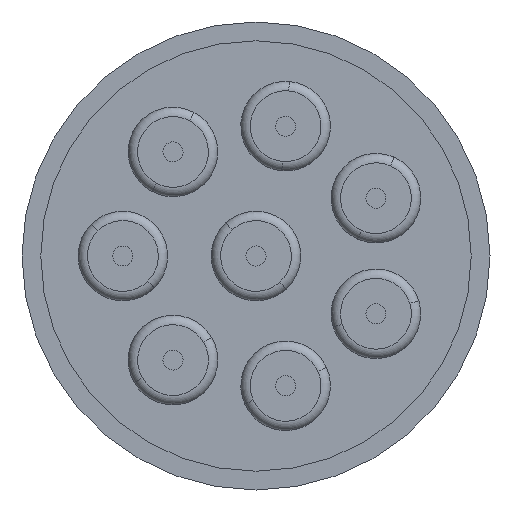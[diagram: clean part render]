
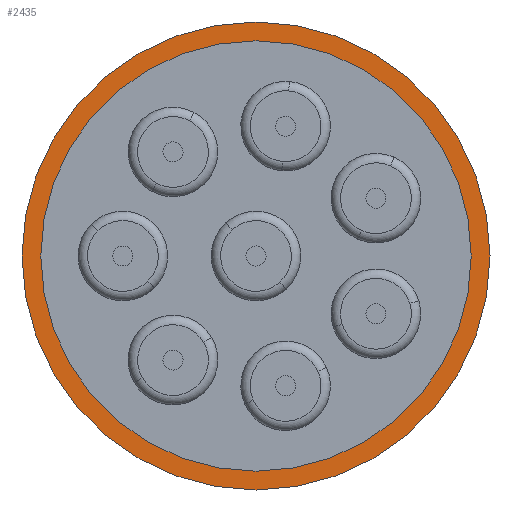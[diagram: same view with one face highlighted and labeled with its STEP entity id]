
A CAD part, front view. The second image highlights one B-rep face of the part: STEP entity #2435.
In plain terms, the highlighted planar face has unit normal (0, -1, 0).
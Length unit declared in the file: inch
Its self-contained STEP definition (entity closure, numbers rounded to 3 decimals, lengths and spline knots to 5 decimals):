
#20 = AXIS2_PLACEMENT_3D ( 'NONE', #796, #833, #793 ) ;
#39 = AXIS2_PLACEMENT_3D ( 'NONE', #729, #728, #727 ) ;
#532 = EDGE_CURVE ( 'NONE', #1653, #1616, #3207, .T. ) ;
#567 = EDGE_CURVE ( 'NONE', #3768, #3772, #3155, .T. ) ;
#727 = DIRECTION ( 'NONE',  ( 0., 0., 1. ) ) ;
#728 = DIRECTION ( 'NONE',  ( 0., 1., 0. ) ) ;
#729 = CARTESIAN_POINT ( 'NONE',  ( 0., 0., 0. ) ) ;
#793 = DIRECTION ( 'NONE',  ( 0., 0., 1. ) ) ;
#796 = CARTESIAN_POINT ( 'NONE',  ( 0., 0., 0. ) ) ;
#833 = DIRECTION ( 'NONE',  ( 0., 1., 0. ) ) ;
#1232 = CARTESIAN_POINT ( 'NONE',  ( 0., 0., 0. ) ) ;
#1233 = DIRECTION ( 'NONE',  ( 0., 1., 0. ) ) ;
#1234 = DIRECTION ( 'NONE',  ( 0., 0., 1. ) ) ;
#1235 = CARTESIAN_POINT ( 'NONE',  ( 0., 0., 0. ) ) ;
#1236 = DIRECTION ( 'NONE',  ( 0., 1., 0. ) ) ;
#1237 = DIRECTION ( 'NONE',  ( 0., 0., 1. ) ) ;
#1335 = AXIS2_PLACEMENT_3D ( 'NONE', #1235, #1236, #1237 ) ;
#1336 = AXIS2_PLACEMENT_3D ( 'NONE', #1232, #1233, #1234 ) ;
#1616 = VERTEX_POINT ( 'NONE', #2406 ) ;
#1653 = VERTEX_POINT ( 'NONE', #2407 ) ;
#2024 = AXIS2_PLACEMENT_3D ( 'NONE', #5265, #5279, #5280 ) ;
#2175 = EDGE_CURVE ( 'NONE', #3772, #3768, #2925, .T. ) ;
#2176 = EDGE_CURVE ( 'NONE', #1616, #1653, #2924, .T. ) ;
#2406 = CARTESIAN_POINT ( 'NONE',  ( 0., 0., 0.3435 ) ) ;
#2407 = CARTESIAN_POINT ( 'NONE',  ( 0., 0., -0.3435 ) ) ;
#2435 = ADVANCED_FACE ( 'NONE', ( #2844, #2841 ), #5277, .F. ) ;
#2841 = FACE_BOUND ( 'NONE', #4091, .T. ) ;
#2844 = FACE_OUTER_BOUND ( 'NONE', #4089, .T. ) ;
#2924 = CIRCLE ( 'NONE', #1335, 0.3435 ) ;
#2925 = CIRCLE ( 'NONE', #1336, 0.3735 ) ;
#3155 = CIRCLE ( 'NONE', #20, 0.3735 ) ;
#3207 = CIRCLE ( 'NONE', #39, 0.3435 ) ;
#3564 = ORIENTED_EDGE ( 'NONE', *, *, #567, .F. ) ;
#3565 = ORIENTED_EDGE ( 'NONE', *, *, #2175, .F. ) ;
#3566 = ORIENTED_EDGE ( 'NONE', *, *, #2176, .T. ) ;
#3567 = ORIENTED_EDGE ( 'NONE', *, *, #532, .T. ) ;
#3768 = VERTEX_POINT ( 'NONE', #4760 ) ;
#3772 = VERTEX_POINT ( 'NONE', #4763 ) ;
#4089 = EDGE_LOOP ( 'NONE', ( #3564, #3565 ) ) ;
#4091 = EDGE_LOOP ( 'NONE', ( #3566, #3567 ) ) ;
#4760 = CARTESIAN_POINT ( 'NONE',  ( 0., 0., 0.3735 ) ) ;
#4763 = CARTESIAN_POINT ( 'NONE',  ( 0., 0., -0.3735 ) ) ;
#5265 = CARTESIAN_POINT ( 'NONE',  ( 0.3435, 0., 0. ) ) ;
#5277 = PLANE ( 'NONE',  #2024 ) ;
#5279 = DIRECTION ( 'NONE',  ( 0., 1., 0. ) ) ;
#5280 = DIRECTION ( 'NONE',  ( 0., 0., 1. ) ) ;
